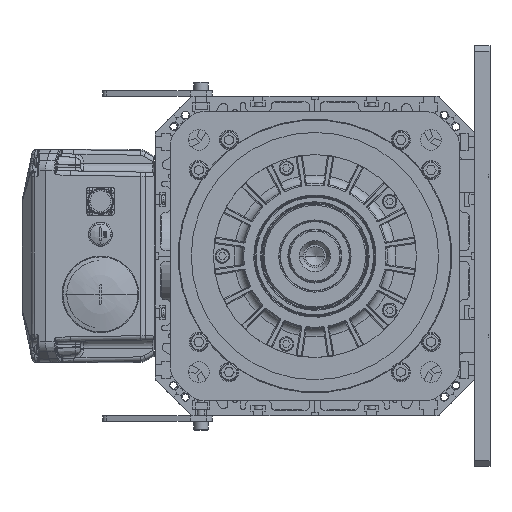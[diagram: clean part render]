
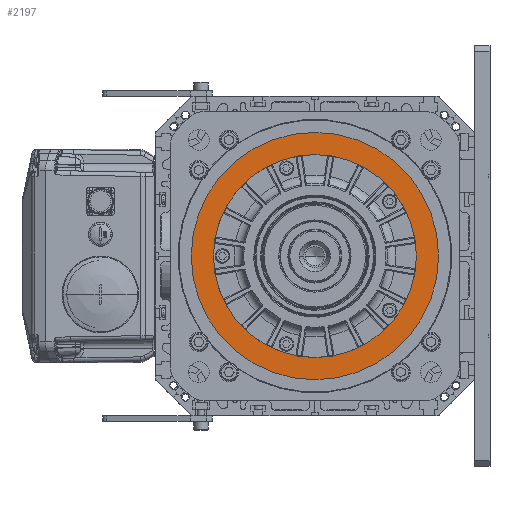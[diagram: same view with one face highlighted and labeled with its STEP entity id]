
A CAD part, left-side view. The second image highlights one B-rep face of the part: STEP entity #2197.
In plain terms, the highlighted planar face has unit normal (-1, 0, 0).
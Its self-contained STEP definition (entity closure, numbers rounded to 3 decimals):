
#680=CARTESIAN_POINT('',(112.02,0.,0.));
#681=DIRECTION('',(-1.,0.,0.));
#682=DIRECTION('',(0.,-1.,0.));
#683=AXIS2_PLACEMENT_3D('',#680,#681,#682);
#689=CARTESIAN_POINT('',(112.02,0.,0.));
#690=DIRECTION('',(1.,0.,0.));
#691=DIRECTION('',(0.,-1.,0.));
#692=AXIS2_PLACEMENT_3D('',#689,#690,#691);
#698=CARTESIAN_POINT('',(112.02,0.,0.));
#699=DIRECTION('',(-1.,0.,0.));
#700=DIRECTION('',(0.,-1.,0.));
#701=AXIS2_PLACEMENT_3D('',#698,#699,#700);
#703=CARTESIAN_POINT('',(112.02,0.,0.));
#704=DIRECTION('',(1.,0.,0.));
#705=DIRECTION('',(0.,-1.,0.));
#706=AXIS2_PLACEMENT_3D('',#703,#704,#705);
#1795=CARTESIAN_POINT('',(112.02,-92.75,0.));
#1797=VERTEX_POINT('',#1795);
#1799=CARTESIAN_POINT('',(112.02,92.75,0.));
#1801=VERTEX_POINT('',#1799);
#1802=CARTESIAN_POINT('',(112.02,-113.,0.));
#1803=CARTESIAN_POINT('',(112.02,113.,0.));
#1804=VERTEX_POINT('',#1802);
#1805=VERTEX_POINT('',#1803);
#2182=CARTESIAN_POINT('',(112.02,0.,0.));
#2183=DIRECTION('',(-1.,0.,0.));
#2184=DIRECTION('',(0.,-1.,0.));
#2185=AXIS2_PLACEMENT_3D('',#2182,#2183,#2184);
#2186=PLANE('',#2185);
#2187=ORIENTED_EDGE('',*,*,#2176,.T.);
#2188=ORIENTED_EDGE('',*,*,#2162,.F.);
#2189=EDGE_LOOP('',(#2187,#2188));
#2190=FACE_OUTER_BOUND('',#2189,.F.);
#2192=ORIENTED_EDGE('',*,*,#2191,.T.);
#2194=ORIENTED_EDGE('',*,*,#2193,.F.);
#2195=EDGE_LOOP('',(#2192,#2194));
#2196=FACE_BOUND('',#2195,.F.);
#2197=ADVANCED_FACE('',(#2190,#2196),#2186,.T.);
#684=CIRCLE('',#683,113.);
#693=CIRCLE('',#692,113.);
#702=CIRCLE('',#701,92.75);
#707=CIRCLE('',#706,92.75);
#2162=EDGE_CURVE('',#1804,#1805,#684,.T.);
#2176=EDGE_CURVE('',#1804,#1805,#693,.T.);
#2191=EDGE_CURVE('',#1797,#1801,#702,.T.);
#2193=EDGE_CURVE('',#1797,#1801,#707,.T.);
